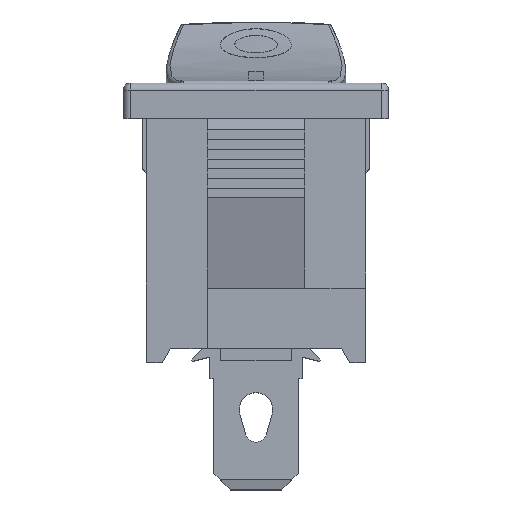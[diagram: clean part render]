
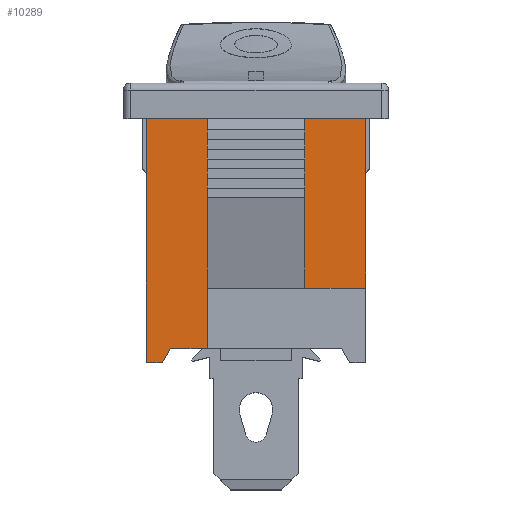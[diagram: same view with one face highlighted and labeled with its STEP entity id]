
A CAD part, top view. The second image highlights one B-rep face of the part: STEP entity #10289.
In plain terms, the highlighted planar face has unit normal (0, 0, 1).
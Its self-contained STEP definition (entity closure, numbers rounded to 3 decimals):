
#10289=ADVANCED_FACE('',(#21636),#21638,.T.);
#21636=FACE_BOUND('',#21637,.T.);
#21637=EDGE_LOOP('',(#35619,#35620,#35621,#35622,#35623,#35624,#35625,#35626,#35627));
#21638=PLANE('',#21639);
#21639=AXIS2_PLACEMENT_3D('',#21640,#21641,#21642);
#21640=CARTESIAN_POINT('',(-6.2,-13.8,8.5));
#21641=DIRECTION('',(0.,0.,1.));
#21642=DIRECTION('',(1.,0.,0.));
#35619=ORIENTED_EDGE('',*,*,#41765,.F.);
#35620=ORIENTED_EDGE('',*,*,#38774,.F.);
#35621=ORIENTED_EDGE('',*,*,#41819,.T.);
#35622=ORIENTED_EDGE('',*,*,#41820,.T.);
#35623=ORIENTED_EDGE('',*,*,#41821,.T.);
#35624=ORIENTED_EDGE('',*,*,#41822,.F.);
#35625=ORIENTED_EDGE('',*,*,#41823,.F.);
#35626=ORIENTED_EDGE('',*,*,#41824,.F.);
#35627=ORIENTED_EDGE('',*,*,#41825,.T.);
#38774=EDGE_CURVE('',#43238,#43240,#43241,.T.);
#41765=EDGE_CURVE('',#43240,#48144,#48145,.F.);
#41819=EDGE_CURVE('',#43238,#48238,#48240,.T.);
#41820=EDGE_CURVE('',#48238,#48241,#48242,.F.);
#41821=EDGE_CURVE('',#48241,#48243,#48244,.F.);
#41822=EDGE_CURVE('',#48245,#48243,#48246,.T.);
#41823=EDGE_CURVE('',#48247,#48245,#48248,.T.);
#41824=EDGE_CURVE('',#48249,#48247,#48250,.F.);
#41825=EDGE_CURVE('',#48249,#48144,#48251,.T.);
#43238=VERTEX_POINT('',#51150);
#43240=VERTEX_POINT('',#51154);
#43241=LINE('',#51155,#51156);
#48144=VERTEX_POINT('',#63621);
#48145=LINE('',#63622,#63623);
#48238=VERTEX_POINT('',#63821);
#48240=LINE('',#63825,#63826);
#48241=VERTEX_POINT('',#63828);
#48242=LINE('',#63829,#63830);
#48243=VERTEX_POINT('',#63832);
#48244=LINE('',#63833,#63834);
#48245=VERTEX_POINT('',#63836);
#48246=LINE('',#63837,#63838);
#48247=VERTEX_POINT('',#63840);
#48248=LINE('',#63841,#63842);
#48249=VERTEX_POINT('',#63844);
#48250=LINE('',#63845,#63846);
#48251=LINE('',#63848,#63849);
#51150=CARTESIAN_POINT('',(-6.2,-13.8,8.5));
#51154=CARTESIAN_POINT('',(-6.2,0.,8.5));
#51155=CARTESIAN_POINT('',(-6.2,-13.8,8.5));
#51156=VECTOR('',#51157,1.);
#51157=DIRECTION('',(0.,1.,0.));
#63621=CARTESIAN_POINT('',(6.2,0.,8.5));
#63622=CARTESIAN_POINT('',(6.2,0.,8.5));
#63623=VECTOR('',#63624,1.);
#63624=DIRECTION('',(-1.,0.,0.));
#63821=CARTESIAN_POINT('',(-5.3,-13.8,8.5));
#63825=CARTESIAN_POINT('',(-6.2,-13.8,8.5));
#63826=VECTOR('',#63827,1.);
#63827=DIRECTION('',(1.,0.,0.));
#63828=CARTESIAN_POINT('',(-4.838,-13.,8.5));
#63829=CARTESIAN_POINT('',(-4.838,-13.,8.5));
#63830=VECTOR('',#63831,1.);
#63831=DIRECTION('',(-0.5,-0.866,0.));
#63832=CARTESIAN_POINT('',(-2.75,-13.,8.5));
#63833=CARTESIAN_POINT('',(-2.75,-13.,8.5));
#63834=VECTOR('',#63835,1.);
#63835=DIRECTION('',(-1.,0.,0.));
#63836=CARTESIAN_POINT('',(-2.75,-9.6,8.5));
#63837=CARTESIAN_POINT('',(-2.75,-9.6,8.5));
#63838=VECTOR('',#63839,1.);
#63839=DIRECTION('',(0.,-1.,0.));
#63840=CARTESIAN_POINT('',(2.75,-9.6,8.5));
#63841=CARTESIAN_POINT('',(2.75,-9.6,8.5));
#63842=VECTOR('',#63843,1.);
#63843=DIRECTION('',(-1.,0.,0.));
#63844=CARTESIAN_POINT('',(6.2,-9.6,8.5));
#63845=CARTESIAN_POINT('',(2.75,-9.6,8.5));
#63846=VECTOR('',#63847,1.);
#63847=DIRECTION('',(1.,0.,0.));
#63848=CARTESIAN_POINT('',(6.2,-9.6,8.5));
#63849=VECTOR('',#63850,1.);
#63850=DIRECTION('',(0.,1.,0.));
